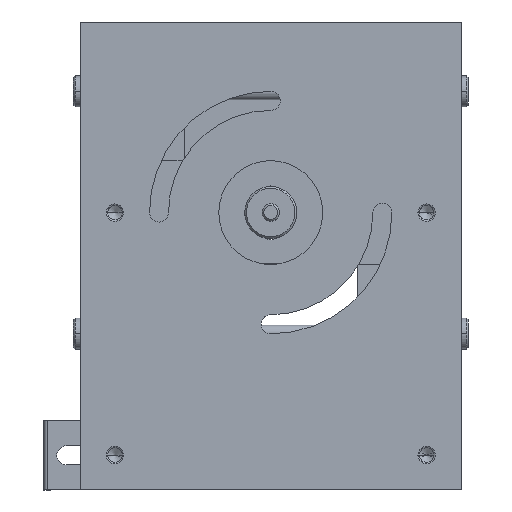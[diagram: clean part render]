
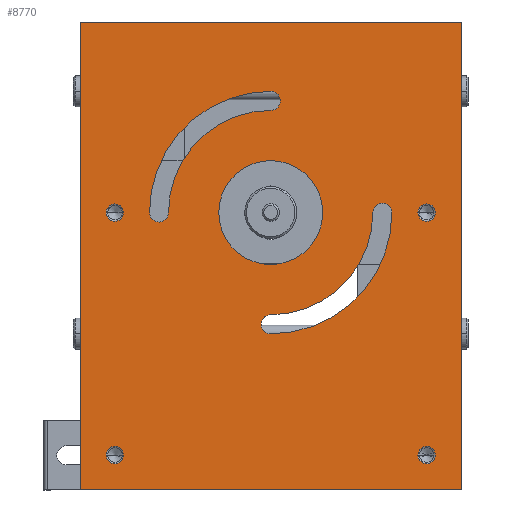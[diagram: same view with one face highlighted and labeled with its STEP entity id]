
A CAD part, top view. The second image highlights one B-rep face of the part: STEP entity #8770.
In plain terms, the highlighted planar face has unit normal (0, 0, 1).
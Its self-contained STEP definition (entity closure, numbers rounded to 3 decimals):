
#6870=CARTESIAN_POINT('',(0.,0.,2.));
#6880=DIRECTION('',(0.,0.,1.));
#6890=DIRECTION('',(1.,0.,0.));
#6900=AXIS2_PLACEMENT_3D('',#6870,#6880,#6890);
#6910=PLANE('',#6900);
#6920=CARTESIAN_POINT('',(22.,18.,2.));
#6930=DIRECTION('',(0.,0.,-1.));
#6940=DIRECTION('',(0.,-1.,0.));
#6950=AXIS2_PLACEMENT_3D('',#6920,#6930,#6940);
#6960=CIRCLE('',#6950,2.5);
#6970=CARTESIAN_POINT('',(22.,15.5,2.));
#6980=VERTEX_POINT('',#6970);
#6990=CARTESIAN_POINT('',(22.,20.5,2.));
#7000=VERTEX_POINT('',#6990);
#7010=EDGE_CURVE('',#6980,#7000,#6960,.T.);
#7020=ORIENTED_EDGE('',*,*,#7010,.T.);
#7030=EDGE_CURVE('',#7000,#6980,#6960,.T.);
#7040=ORIENTED_EDGE('',*,*,#7030,.T.);
#7050=EDGE_LOOP('',(#7040,#7020));
#7060=FACE_BOUND('',#7050,.T.);
#7070=CARTESIAN_POINT('',(112.,18.,2.));
#7080=DIRECTION('',(0.,0.,-1.));
#7090=DIRECTION('',(0.,-1.,0.));
#7100=AXIS2_PLACEMENT_3D('',#7070,#7080,#7090);
#7110=CIRCLE('',#7100,2.5);
#7120=CARTESIAN_POINT('',(112.,15.5,2.));
#7130=VERTEX_POINT('',#7120);
#7140=CARTESIAN_POINT('',(112.,20.5,2.));
#7150=VERTEX_POINT('',#7140);
#7160=EDGE_CURVE('',#7130,#7150,#7110,.T.);
#7170=ORIENTED_EDGE('',*,*,#7160,.T.);
#7180=EDGE_CURVE('',#7150,#7130,#7110,.T.);
#7190=ORIENTED_EDGE('',*,*,#7180,.T.);
#7200=EDGE_LOOP('',(#7190,#7170));
#7210=FACE_BOUND('',#7200,.T.);
#7220=CARTESIAN_POINT('',(22.,88.,2.));
#7230=DIRECTION('',(0.,0.,-1.));
#7240=DIRECTION('',(0.,-1.,0.));
#7250=AXIS2_PLACEMENT_3D('',#7220,#7230,#7240);
#7260=CIRCLE('',#7250,2.5);
#7270=CARTESIAN_POINT('',(22.,85.5,2.));
#7280=VERTEX_POINT('',#7270);
#7290=CARTESIAN_POINT('',(22.,90.5,2.));
#7300=VERTEX_POINT('',#7290);
#7310=EDGE_CURVE('',#7280,#7300,#7260,.T.);
#7320=ORIENTED_EDGE('',*,*,#7310,.T.);
#7330=EDGE_CURVE('',#7300,#7280,#7260,.T.);
#7340=ORIENTED_EDGE('',*,*,#7330,.T.);
#7350=EDGE_LOOP('',(#7340,#7320));
#7360=FACE_BOUND('',#7350,.T.);
#7370=CARTESIAN_POINT('',(112.,88.,2.));
#7380=DIRECTION('',(0.,0.,-1.));
#7390=DIRECTION('',(0.,-1.,0.));
#7400=AXIS2_PLACEMENT_3D('',#7370,#7380,#7390);
#7410=CIRCLE('',#7400,2.5);
#7420=CARTESIAN_POINT('',(112.,85.5,2.));
#7430=VERTEX_POINT('',#7420);
#7440=CARTESIAN_POINT('',(112.,90.5,2.));
#7450=VERTEX_POINT('',#7440);
#7460=EDGE_CURVE('',#7430,#7450,#7410,.T.);
#7470=ORIENTED_EDGE('',*,*,#7460,.T.);
#7480=EDGE_CURVE('',#7450,#7430,#7410,.T.);
#7490=ORIENTED_EDGE('',*,*,#7480,.T.);
#7500=EDGE_LOOP('',(#7490,#7470));
#7510=FACE_BOUND('',#7500,.T.);
#7520=CARTESIAN_POINT('',(67.,88.,2.));
#7530=DIRECTION('',(0.,0.,1.));
#7540=DIRECTION('',(1.,0.,0.));
#7550=AXIS2_PLACEMENT_3D('',#7520,#7530,#7540);
#7560=CIRCLE('',#7550,15.);
#7570=CARTESIAN_POINT('',(82.,88.,2.));
#7580=VERTEX_POINT('',#7570);
#7590=CARTESIAN_POINT('',(52.,88.,2.));
#7600=VERTEX_POINT('',#7590);
#7610=EDGE_CURVE('',#7580,#7600,#7560,.T.);
#7620=ORIENTED_EDGE('',*,*,#7610,.F.);
#7630=EDGE_CURVE('',#7600,#7580,#7560,.T.);
#7640=ORIENTED_EDGE('',*,*,#7630,.F.);
#7650=EDGE_LOOP('',(#7640,#7620));
#7660=FACE_BOUND('',#7650,.T.);
#7670=CARTESIAN_POINT('',(122.,143.,2.));
#7680=DIRECTION('',(-1.,0.,0.));
#7690=VECTOR('',#7680,1.);
#7700=LINE('',#7670,#7690);
#7710=CARTESIAN_POINT('',(122.,143.,2.));
#7720=VERTEX_POINT('',#7710);
#7730=CARTESIAN_POINT('',(12.,143.,2.));
#7740=VERTEX_POINT('',#7730);
#7750=EDGE_CURVE('',#7720,#7740,#7700,.T.);
#7760=ORIENTED_EDGE('',*,*,#7750,.T.);
#7770=CARTESIAN_POINT('',(122.,8.,2.));
#7780=DIRECTION('',(0.,1.,0.));
#7790=VECTOR('',#7780,1.);
#7800=LINE('',#7770,#7790);
#7810=CARTESIAN_POINT('',(122.,8.,2.));
#7820=VERTEX_POINT('',#7810);
#7830=EDGE_CURVE('',#7820,#7720,#7800,.T.);
#7840=ORIENTED_EDGE('',*,*,#7830,.T.);
#7850=CARTESIAN_POINT('',(12.,8.,2.));
#7860=DIRECTION('',(1.,0.,0.));
#7870=VECTOR('',#7860,1.);
#7880=LINE('',#7850,#7870);
#7890=CARTESIAN_POINT('',(12.,8.,2.));
#7900=VERTEX_POINT('',#7890);
#7910=EDGE_CURVE('',#7900,#7820,#7880,.T.);
#7920=ORIENTED_EDGE('',*,*,#7910,.T.);
#7930=CARTESIAN_POINT('',(12.,143.,2.));
#7940=DIRECTION('',(0.,-1.,0.));
#7950=VECTOR('',#7940,1.);
#7960=LINE('',#7930,#7950);
#7970=EDGE_CURVE('',#7740,#7900,#7960,.T.);
#7980=ORIENTED_EDGE('',*,*,#7970,.T.);
#7990=EDGE_LOOP('',(#7980,#7920,#7840,#7760));
#8000=FACE_OUTER_BOUND('',#7990,.T.);
#8010=CARTESIAN_POINT('',(67.,120.25,2.));
#8020=DIRECTION('',(0.,0.,1.));
#8030=DIRECTION('',(0.,1.,0.));
#8040=AXIS2_PLACEMENT_3D('',#8010,#8020,#8030);
#8050=CIRCLE('',#8040,2.75);
#8060=CARTESIAN_POINT('',(67.,117.5,2.));
#8070=VERTEX_POINT('',#8060);
#8080=CARTESIAN_POINT('',(67.,123.,2.));
#8090=VERTEX_POINT('',#8080);
#8100=EDGE_CURVE('',#8070,#8090,#8050,.T.);
#8110=ORIENTED_EDGE('',*,*,#8100,.F.);
#8120=CARTESIAN_POINT('',(67.,88.,2.));
#8130=DIRECTION('',(0.,0.,1.));
#8140=DIRECTION('',(0.,1.,0.));
#8150=AXIS2_PLACEMENT_3D('',#8120,#8130,#8140);
#8160=CIRCLE('',#8150,35.);
#8170=CARTESIAN_POINT('',(32.,88.,2.));
#8180=VERTEX_POINT('',#8170);
#8190=EDGE_CURVE('',#8090,#8180,#8160,.T.);
#8200=ORIENTED_EDGE('',*,*,#8190,.F.);
#8210=CARTESIAN_POINT('',(34.75,88.,2.));
#8220=DIRECTION('',(0.,0.,1.));
#8230=DIRECTION('',(0.,1.,0.));
#8240=AXIS2_PLACEMENT_3D('',#8210,#8220,#8230);
#8250=CIRCLE('',#8240,2.75);
#8260=CARTESIAN_POINT('',(37.5,88.,2.));
#8270=VERTEX_POINT('',#8260);
#8280=EDGE_CURVE('',#8180,#8270,#8250,.T.);
#8290=ORIENTED_EDGE('',*,*,#8280,.F.);
#8300=CARTESIAN_POINT('',(67.,88.,2.));
#8310=DIRECTION('',(0.,0.,1.));
#8320=DIRECTION('',(0.,1.,0.));
#8330=AXIS2_PLACEMENT_3D('',#8300,#8310,#8320);
#8340=CIRCLE('',#8330,29.5);
#8350=EDGE_CURVE('',#8070,#8270,#8340,.T.);
#8360=ORIENTED_EDGE('',*,*,#8350,.T.);
#8370=EDGE_LOOP('',(#8360,#8290,#8200,#8110));
#8380=FACE_BOUND('',#8370,.T.);
#8390=CARTESIAN_POINT('',(99.25,88.,2.));
#8400=DIRECTION('',(0.,0.,1.));
#8410=DIRECTION('',(0.,1.,0.));
#8420=AXIS2_PLACEMENT_3D('',#8390,#8400,#8410);
#8430=CIRCLE('',#8420,2.75);
#8440=CARTESIAN_POINT('',(102.,88.,2.));
#8450=VERTEX_POINT('',#8440);
#8460=CARTESIAN_POINT('',(96.5,88.,2.));
#8470=VERTEX_POINT('',#8460);
#8480=EDGE_CURVE('',#8450,#8470,#8430,.T.);
#8490=ORIENTED_EDGE('',*,*,#8480,.F.);
#8500=CARTESIAN_POINT('',(67.,88.,2.));
#8510=DIRECTION('',(0.,0.,1.));
#8520=DIRECTION('',(0.,1.,0.));
#8530=AXIS2_PLACEMENT_3D('',#8500,#8510,#8520);
#8540=CIRCLE('',#8530,29.5);
#8550=CARTESIAN_POINT('',(67.,58.5,2.));
#8560=VERTEX_POINT('',#8550);
#8570=EDGE_CURVE('',#8560,#8470,#8540,.T.);
#8580=ORIENTED_EDGE('',*,*,#8570,.T.);
#8590=CARTESIAN_POINT('',(67.,55.75,2.));
#8600=DIRECTION('',(0.,0.,1.));
#8610=DIRECTION('',(0.,1.,0.));
#8620=AXIS2_PLACEMENT_3D('',#8590,#8600,#8610);
#8630=CIRCLE('',#8620,2.75);
#8640=CARTESIAN_POINT('',(67.,53.,2.));
#8650=VERTEX_POINT('',#8640);
#8660=EDGE_CURVE('',#8560,#8650,#8630,.T.);
#8670=ORIENTED_EDGE('',*,*,#8660,.F.);
#8680=CARTESIAN_POINT('',(67.,88.,2.));
#8690=DIRECTION('',(0.,0.,1.));
#8700=DIRECTION('',(0.,1.,0.));
#8710=AXIS2_PLACEMENT_3D('',#8680,#8690,#8700);
#8720=CIRCLE('',#8710,35.);
#8730=EDGE_CURVE('',#8650,#8450,#8720,.T.);
#8740=ORIENTED_EDGE('',*,*,#8730,.F.);
#8750=EDGE_LOOP('',(#8740,#8670,#8580,#8490));
#8760=FACE_BOUND('',#8750,.T.);
#8770=ADVANCED_FACE('',(#7060,#7210,#7360,#7510,#7660,#8000,#8380,#8760)
,#6910,.T.);
